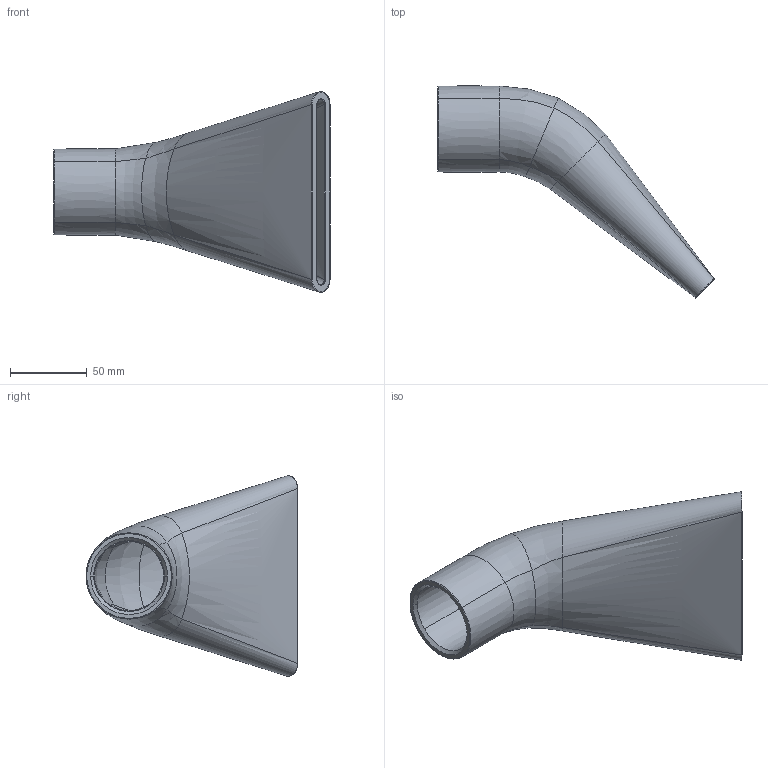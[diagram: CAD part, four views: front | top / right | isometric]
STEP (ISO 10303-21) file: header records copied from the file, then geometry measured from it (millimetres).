
FILE_DESCRIPTION((''),'2;1');
FILE_NAME('02643_SCHWALLDUESE_115__15T','2017-08-10T',('guzb562'),(''),'PRO/ENGINEER BY PARAMETRIC TECHNOLOGY CORPORATION, 2014000','PRO/ENGINEER BY PARAMETRIC TECHNOLOGY CORPORATION, 2014000','');
FILE_SCHEMA(('CONFIG_CONTROL_DESIGN'));
Length unit declared in the file: millimetre
Products named in the file (1): 02643_SCHWALLDUESE_115__15T
Bounding box: 179.83 x 137.83 x 130.27 mm (x, y, z)
Volume: 215805.9 mm3; surface area: 88216.8 mm2
Topology: 1 solids, 1 shells, 58 faces, 186 edges, 132 vertices
Faces by surface type: bspline 50, plane 4, cone 2, cylinder 2
Entity records: 8265 total; most frequent: CARTESIAN_POINT 6979, ORIENTED_EDGE 372, EDGE_CURVE 186, B_SPLINE_CURVE_WITH_KNOTS 142, VERTEX_POINT 132, DIRECTION 84, EDGE_LOOP 62, FACE_OUTER_BOUND 58
